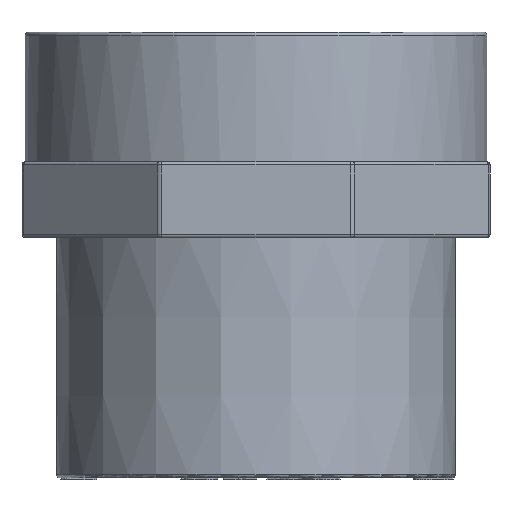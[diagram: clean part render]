
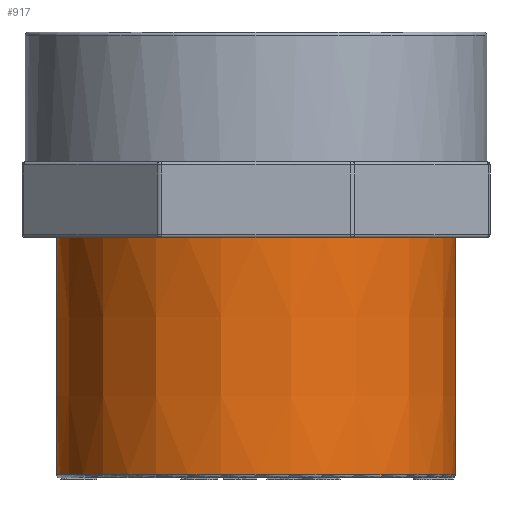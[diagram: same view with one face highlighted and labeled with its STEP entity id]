
A CAD part, left-side view. The second image highlights one B-rep face of the part: STEP entity #917.
In plain terms, the highlighted conical face has half-angle 0.075 degrees and reference radius 31.5 mm.
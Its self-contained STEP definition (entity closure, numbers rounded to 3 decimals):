
#71=CONICAL_SURFACE('',#14974,31.5,0.075);
#917=ADVANCED_FACE('',(#4164,#4165),#71,.T.);
#4064=CIRCLE('',#14972,31.501);
#4065=CIRCLE('',#14973,31.55);
#4164=FACE_BOUND('',#4240,.T.);
#4165=FACE_BOUND('',#4241,.T.);
#4240=EDGE_LOOP('',(#5616));
#4241=EDGE_LOOP('',(#5617));
#5616=ORIENTED_EDGE('',*,*,#11744,.T.);
#5617=ORIENTED_EDGE('',*,*,#11745,.F.);
#10208=VERTEX_POINT('',#24693);
#10209=VERTEX_POINT('',#24695);
#11744=EDGE_CURVE('',#10208,#10208,#4064,.T.);
#11745=EDGE_CURVE('',#10209,#10209,#4065,.T.);
#14972=AXIS2_PLACEMENT_3D('',#24692,#15924,#15925);
#14973=AXIS2_PLACEMENT_3D('',#24694,#15926,#15927);
#14974=AXIS2_PLACEMENT_3D('',#24696,#15928,#15929);
#15924=DIRECTION('',(0.,0.,1.));
#15925=DIRECTION('',(0.,-1.,0.));
#15926=DIRECTION('',(0.,0.,1.));
#15927=DIRECTION('',(0.,1.,0.));
#15928=DIRECTION('',(0.,0.,1.));
#15929=DIRECTION('',(0.,1.,0.));
#24692=CARTESIAN_POINT('',(-57.,598.5,-22.997));
#24693=CARTESIAN_POINT('',(-57.,566.999,-22.997));
#24694=CARTESIAN_POINT('',(-57.,598.5,14.504));
#24695=CARTESIAN_POINT('',(-57.,630.05,14.504));
#24696=CARTESIAN_POINT('',(-57.,598.5,-23.496));
